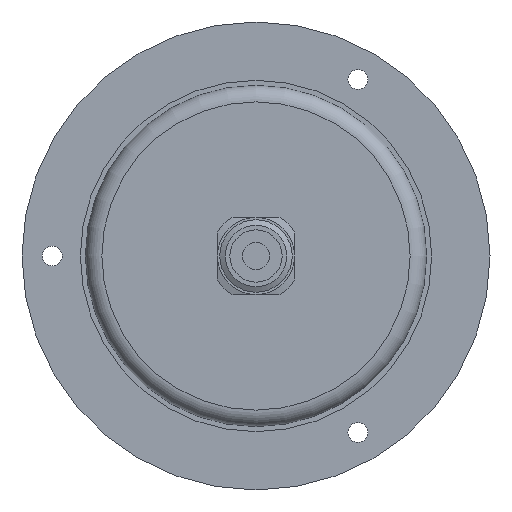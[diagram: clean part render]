
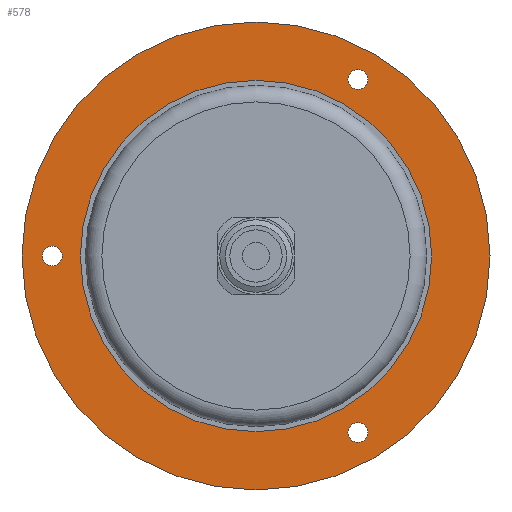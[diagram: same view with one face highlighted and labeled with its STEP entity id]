
A CAD part, front view. The second image highlights one B-rep face of the part: STEP entity #578.
In plain terms, the highlighted planar face has unit normal (0, -1, 0).
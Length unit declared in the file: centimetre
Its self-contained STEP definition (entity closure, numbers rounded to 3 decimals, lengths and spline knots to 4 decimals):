
#85=FACE_BOUND('',#170,.T.);
#86=FACE_BOUND('',#171,.T.);
#87=FACE_BOUND('',#172,.T.);
#88=FACE_BOUND('',#173,.T.);
#119=FACE_OUTER_BOUND('',#169,.T.);
#169=EDGE_LOOP('',(#408));
#170=EDGE_LOOP('',(#409));
#171=EDGE_LOOP('',(#410));
#172=EDGE_LOOP('',(#411));
#173=EDGE_LOOP('',(#412));
#223=CIRCLE('',#615,3.19);
#231=CIRCLE('',#629,0.18);
#233=CIRCLE('',#632,0.18);
#235=CIRCLE('',#635,0.18);
#238=CIRCLE('',#639,4.25);
#266=VERTEX_POINT('',#887);
#274=VERTEX_POINT('',#911);
#276=VERTEX_POINT('',#916);
#278=VERTEX_POINT('',#921);
#281=VERTEX_POINT('',#928);
#317=EDGE_CURVE('',#266,#266,#223,.T.);
#327=EDGE_CURVE('',#274,#274,#231,.T.);
#329=EDGE_CURVE('',#276,#276,#233,.T.);
#331=EDGE_CURVE('',#278,#278,#235,.T.);
#334=EDGE_CURVE('',#281,#281,#238,.T.);
#408=ORIENTED_EDGE('',*,*,#334,.F.);
#409=ORIENTED_EDGE('',*,*,#327,.T.);
#410=ORIENTED_EDGE('',*,*,#329,.T.);
#411=ORIENTED_EDGE('',*,*,#331,.T.);
#412=ORIENTED_EDGE('',*,*,#317,.F.);
#513=PLANE('',#640);
#578=ADVANCED_FACE('',(#119,#85,#86,#87,#88),#513,.F.);
#615=AXIS2_PLACEMENT_3D('',#888,#707,#708);
#629=AXIS2_PLACEMENT_3D('',#912,#737,#738);
#632=AXIS2_PLACEMENT_3D('',#917,#743,#744);
#635=AXIS2_PLACEMENT_3D('',#922,#749,#750);
#639=AXIS2_PLACEMENT_3D('',#929,#757,#758);
#640=AXIS2_PLACEMENT_3D('',#930,#759,#760);
#707=DIRECTION('center_axis',(0.,-1.,0.));
#708=DIRECTION('ref_axis',(-0.866,0.,-0.5));
#737=DIRECTION('center_axis',(0.,1.,0.));
#738=DIRECTION('ref_axis',(-0.866,0.,0.5));
#743=DIRECTION('center_axis',(0.,1.,0.));
#744=DIRECTION('ref_axis',(0.,0.,-1.));
#749=DIRECTION('center_axis',(0.,1.,0.));
#750=DIRECTION('ref_axis',(0.866,0.,0.5));
#757=DIRECTION('center_axis',(0.,1.,0.));
#758=DIRECTION('ref_axis',(-0.866,0.,-0.5));
#759=DIRECTION('center_axis',(0.,1.,0.));
#760=DIRECTION('ref_axis',(-0.5,0.,0.866));
#887=CARTESIAN_POINT('',(2.7626,4.,1.595));
#888=CARTESIAN_POINT('Origin',(0.,4.,0.));
#911=CARTESIAN_POINT('',(2.0059,4.,3.1143));
#912=CARTESIAN_POINT('Origin',(1.85,4.,3.2043));
#916=CARTESIAN_POINT('',(-3.7,4.,0.18));
#917=CARTESIAN_POINT('Origin',(-3.7,4.,0.));
#921=CARTESIAN_POINT('',(1.6941,4.,-3.2943));
#922=CARTESIAN_POINT('Origin',(1.85,4.,-3.2043));
#928=CARTESIAN_POINT('',(3.6806,4.,2.125));
#929=CARTESIAN_POINT('Origin',(0.,4.,0.));
#930=CARTESIAN_POINT('Origin',(0.,4.,0.));
